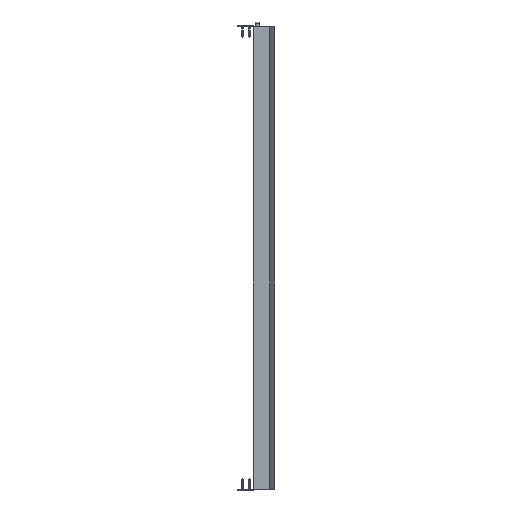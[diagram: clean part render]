
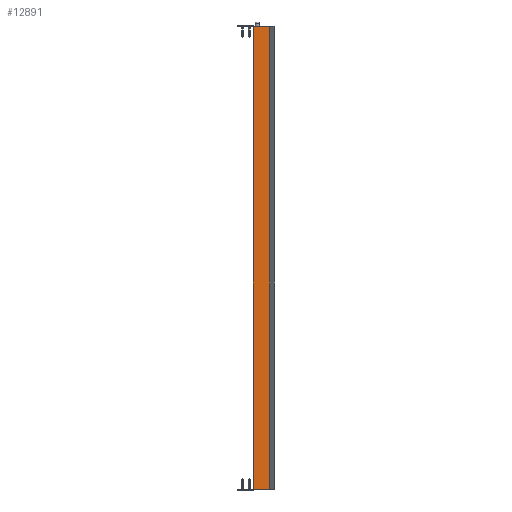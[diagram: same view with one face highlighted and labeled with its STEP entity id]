
A CAD part, left-side view. The second image highlights one B-rep face of the part: STEP entity #12891.
In plain terms, the highlighted planar face has unit normal (-1, 0.007, 0).
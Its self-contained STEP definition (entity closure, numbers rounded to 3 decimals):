
#139 = VECTOR ( 'NONE', #19167, 1000. ) ;
#405 = DIRECTION ( 'NONE',  ( -0.007, -1., 0. ) ) ;
#2079 = EDGE_CURVE ( 'NONE', #5369, #30634, #26146, .T. ) ;
#3251 = CARTESIAN_POINT ( 'NONE',  ( -6.377, 0., 0. ) ) ;
#3557 = ORIENTED_EDGE ( 'NONE', *, *, #12767, .F. ) ;
#5369 = VERTEX_POINT ( 'NONE', #7850 ) ;
#5627 = CARTESIAN_POINT ( 'NONE',  ( -6.599, -29.85, -832. ) ) ;
#6520 = DIRECTION ( 'NONE',  ( 0., 0., -1. ) ) ;
#7850 = CARTESIAN_POINT ( 'NONE',  ( -6.599, -29.85, -832. ) ) ;
#8218 = DIRECTION ( 'NONE',  ( -0.007, -1., 0. ) ) ;
#9469 = VECTOR ( 'NONE', #8218, 1000. ) ;
#10444 = PLANE ( 'NONE',  #15855 ) ;
#11040 = CARTESIAN_POINT ( 'NONE',  ( -6.599, -29.85, 0. ) ) ;
#12767 = EDGE_CURVE ( 'NONE', #43047, #30634, #22694, .T. ) ;
#12891 = ADVANCED_FACE ( 'NONE', ( #27044 ), #10444, .T. ) ;
#15418 = LINE ( 'NONE', #28726, #9469 ) ;
#15855 = AXIS2_PLACEMENT_3D ( 'NONE', #20916, #30303, #405 ) ;
#16533 = VECTOR ( 'NONE', #22469, 1000. ) ;
#16741 = ORIENTED_EDGE ( 'NONE', *, *, #30172, .T. ) ;
#19167 = DIRECTION ( 'NONE',  ( 0., 0., 1. ) ) ;
#20916 = CARTESIAN_POINT ( 'NONE',  ( -6.377, 0., -832. ) ) ;
#22469 = DIRECTION ( 'NONE',  ( -0.007, -1., 0. ) ) ;
#22694 = LINE ( 'NONE', #3251, #16533 ) ;
#23329 = EDGE_LOOP ( 'NONE', ( #36227, #43216, #3557, #16741 ) ) ;
#24055 = VECTOR ( 'NONE', #6520, 1000. ) ;
#26146 = LINE ( 'NONE', #5627, #139 ) ;
#27044 = FACE_OUTER_BOUND ( 'NONE', #23329, .T. ) ;
#28286 = CARTESIAN_POINT ( 'NONE',  ( -6.382, -0.695, -832. ) ) ;
#28726 = CARTESIAN_POINT ( 'NONE',  ( -6.377, 0., -832. ) ) ;
#29670 = CARTESIAN_POINT ( 'NONE',  ( -6.382, -0.695, -832. ) ) ;
#30172 = EDGE_CURVE ( 'NONE', #43047, #36053, #36229, .T. ) ;
#30303 = DIRECTION ( 'NONE',  ( -1., 0.007, 0. ) ) ;
#30634 = VERTEX_POINT ( 'NONE', #11040 ) ;
#32697 = EDGE_CURVE ( 'NONE', #36053, #5369, #15418, .T. ) ;
#36053 = VERTEX_POINT ( 'NONE', #28286 ) ;
#36227 = ORIENTED_EDGE ( 'NONE', *, *, #32697, .T. ) ;
#36229 = LINE ( 'NONE', #29670, #24055 ) ;
#38352 = CARTESIAN_POINT ( 'NONE',  ( -6.382, -0.695, 0. ) ) ;
#43047 = VERTEX_POINT ( 'NONE', #38352 ) ;
#43216 = ORIENTED_EDGE ( 'NONE', *, *, #2079, .T. ) ;
